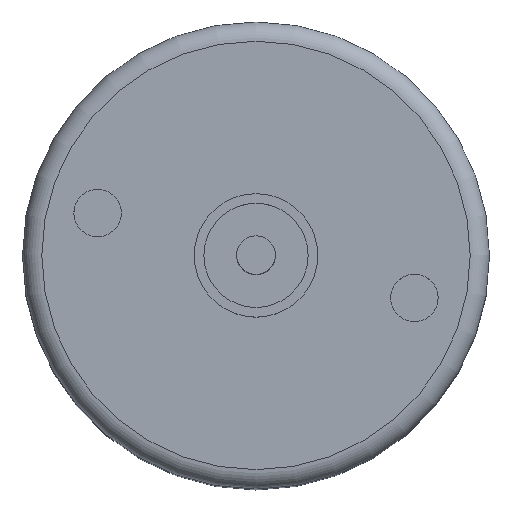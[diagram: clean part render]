
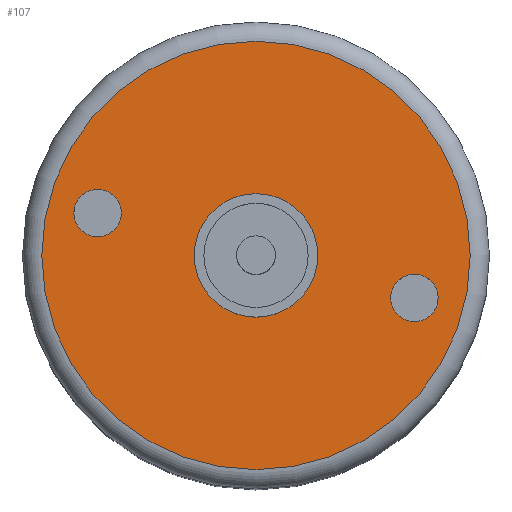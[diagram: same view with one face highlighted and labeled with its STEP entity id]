
A CAD part, top view. The second image highlights one B-rep face of the part: STEP entity #107.
In plain terms, the highlighted planar face has unit normal (0, 0, 1).
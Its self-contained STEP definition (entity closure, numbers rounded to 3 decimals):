
#107 = ADVANCED_FACE( '', ( #244, #245, #246, #247 ), #248, .T. );
#244 = FACE_BOUND( '', #427, .T. );
#245 = FACE_BOUND( '', #428, .T. );
#246 = FACE_OUTER_BOUND( '', #429, .T. );
#247 = FACE_BOUND( '', #430, .T. );
#248 = PLANE( '', #431 );
#427 = EDGE_LOOP( '', ( #641 ) );
#428 = EDGE_LOOP( '', ( #642 ) );
#429 = EDGE_LOOP( '', ( #643 ) );
#430 = EDGE_LOOP( '', ( #644 ) );
#431 = AXIS2_PLACEMENT_3D( '', #645, #646, #647 );
#641 = ORIENTED_EDGE( '', *, *, #936, .T. );
#642 = ORIENTED_EDGE( '', *, *, #908, .T. );
#643 = ORIENTED_EDGE( '', *, *, #949, .T. );
#644 = ORIENTED_EDGE( '', *, *, #950, .F. );
#645 = CARTESIAN_POINT( '', ( 3.2, 0., 32.8 ) );
#646 = DIRECTION( '', ( 0., 0., 1. ) );
#647 = DIRECTION( '', ( 1., 0., 0. ) );
#908 = EDGE_CURVE( '', #1042, #1042, #1043, .T. );
#936 = EDGE_CURVE( '', #1090, #1090, #1091, .T. );
#949 = EDGE_CURVE( '', #1109, #1109, #1110, .T. );
#950 = EDGE_CURVE( '', #1111, #1111, #1112, .T. );
#1042 = VERTEX_POINT( '', #1235 );
#1043 = CIRCLE( '', #1236, 1.23 );
#1090 = VERTEX_POINT( '', #1297 );
#1091 = CIRCLE( '', #1298, 1.23 );
#1109 = VERTEX_POINT( '', #1319 );
#1110 = CIRCLE( '', #1320, 11.1 );
#1111 = VERTEX_POINT( '', #1321 );
#1112 = CIRCLE( '', #1322, 3.2 );
#1235 = CARTESIAN_POINT( '', ( -8.21, 0.97, 32.8 ) );
#1236 = AXIS2_PLACEMENT_3D( '', #1467, #1468, #1469 );
#1297 = CARTESIAN_POINT( '', ( 8.21, -3.429, 32.8 ) );
#1298 = AXIS2_PLACEMENT_3D( '', #1502, #1503, #1504 );
#1319 = CARTESIAN_POINT( '', ( 11.1, 0., 32.8 ) );
#1320 = AXIS2_PLACEMENT_3D( '', #1520, #1521, #1522 );
#1321 = CARTESIAN_POINT( '', ( 3.2, 0., 32.8 ) );
#1322 = AXIS2_PLACEMENT_3D( '', #1523, #1524, #1525 );
#1467 = CARTESIAN_POINT( '', ( -8.21, 2.2, 32.8 ) );
#1468 = DIRECTION( '', ( 0., 0., -1. ) );
#1469 = DIRECTION( '', ( 0., -1., 0. ) );
#1502 = CARTESIAN_POINT( '', ( 8.21, -2.2, 32.8 ) );
#1503 = DIRECTION( '', ( 0., 0., -1. ) );
#1504 = DIRECTION( '', ( 0., -1., 0. ) );
#1520 = CARTESIAN_POINT( '', ( 0., 0., 32.8 ) );
#1521 = DIRECTION( '', ( 0., 0., 1. ) );
#1522 = DIRECTION( '', ( 1., 0., 0. ) );
#1523 = CARTESIAN_POINT( '', ( 0., 0., 32.8 ) );
#1524 = DIRECTION( '', ( 0., 0., 1. ) );
#1525 = DIRECTION( '', ( 1., 0., 0. ) );
